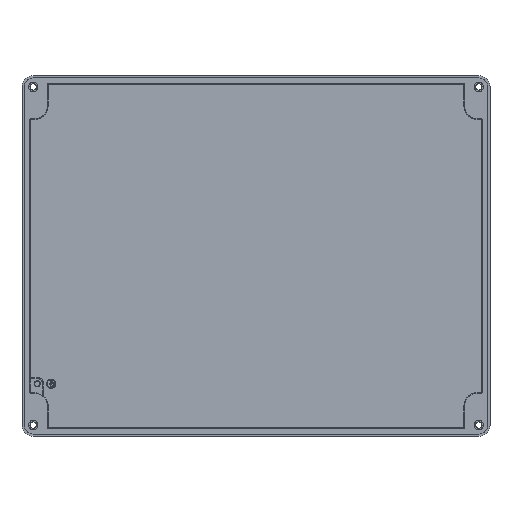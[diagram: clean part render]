
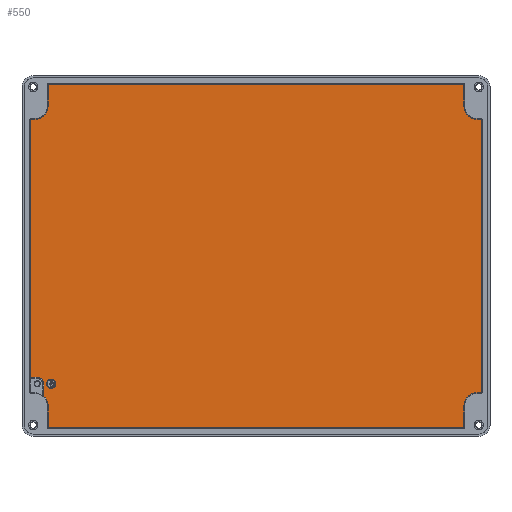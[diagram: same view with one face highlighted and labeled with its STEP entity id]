
A CAD part, front view. The second image highlights one B-rep face of the part: STEP entity #550.
In plain terms, the highlighted planar face has unit normal (0, -1, 0).
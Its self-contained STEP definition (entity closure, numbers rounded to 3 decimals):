
#136=FACE_BOUND('',#973,.T.);
#357=CIRCLE('',#3111,3.9);
#392=CIRCLE('',#3161,0.934);
#393=CIRCLE('',#3162,5.5);
#394=CIRCLE('',#3163,11.266);
#395=CIRCLE('',#3164,0.934);
#396=CIRCLE('',#3165,0.934);
#397=CIRCLE('',#3166,11.266);
#398=CIRCLE('',#3167,0.934);
#399=CIRCLE('',#3168,0.934);
#400=CIRCLE('',#3169,11.266);
#401=CIRCLE('',#3170,0.934);
#402=CIRCLE('',#3171,0.934);
#403=CIRCLE('',#3172,11.266);
#404=CIRCLE('',#3173,3.9);
#550=ADVANCED_FACE('',(#785,#136),#674,.F.);
#674=PLANE('',#3174);
#785=FACE_OUTER_BOUND('',#972,.T.);
#972=EDGE_LOOP('',(#1424,#1425,#1426,#1427,#1428,#1429,#1430,#1431,#1432,
#1433,#1434,#1435,#1436,#1437,#1438,#1439,#1440,#1441,#1442,#1443,#1444,
#1445,#1446,#1447,#1448));
#973=EDGE_LOOP('',(#1449,#1450));
#1424=ORIENTED_EDGE('',*,*,#2432,.T.);
#1425=ORIENTED_EDGE('',*,*,#2433,.T.);
#1426=ORIENTED_EDGE('',*,*,#2434,.T.);
#1427=ORIENTED_EDGE('',*,*,#2435,.T.);
#1428=ORIENTED_EDGE('',*,*,#2436,.T.);
#1429=ORIENTED_EDGE('',*,*,#2437,.T.);
#1430=ORIENTED_EDGE('',*,*,#2438,.T.);
#1431=ORIENTED_EDGE('',*,*,#2439,.T.);
#1432=ORIENTED_EDGE('',*,*,#2440,.T.);
#1433=ORIENTED_EDGE('',*,*,#2441,.T.);
#1434=ORIENTED_EDGE('',*,*,#2442,.T.);
#1435=ORIENTED_EDGE('',*,*,#2443,.T.);
#1436=ORIENTED_EDGE('',*,*,#2444,.T.);
#1437=ORIENTED_EDGE('',*,*,#2445,.T.);
#1438=ORIENTED_EDGE('',*,*,#2446,.T.);
#1439=ORIENTED_EDGE('',*,*,#2447,.T.);
#1440=ORIENTED_EDGE('',*,*,#2448,.T.);
#1441=ORIENTED_EDGE('',*,*,#2449,.T.);
#1442=ORIENTED_EDGE('',*,*,#2450,.T.);
#1443=ORIENTED_EDGE('',*,*,#2451,.T.);
#1444=ORIENTED_EDGE('',*,*,#2452,.T.);
#1445=ORIENTED_EDGE('',*,*,#2453,.T.);
#1446=ORIENTED_EDGE('',*,*,#2454,.T.);
#1447=ORIENTED_EDGE('',*,*,#2455,.T.);
#1448=ORIENTED_EDGE('',*,*,#2456,.T.);
#1449=ORIENTED_EDGE('',*,*,#2457,.F.);
#1450=ORIENTED_EDGE('',*,*,#2369,.F.);
#2059=VERTEX_POINT('',#4728);
#2060=VERTEX_POINT('',#4730);
#2102=VERTEX_POINT('',#4850);
#2103=VERTEX_POINT('',#4851);
#2104=VERTEX_POINT('',#4853);
#2105=VERTEX_POINT('',#4855);
#2106=VERTEX_POINT('',#4857);
#2107=VERTEX_POINT('',#4859);
#2108=VERTEX_POINT('',#4861);
#2109=VERTEX_POINT('',#4863);
#2110=VERTEX_POINT('',#4865);
#2111=VERTEX_POINT('',#4867);
#2112=VERTEX_POINT('',#4869);
#2113=VERTEX_POINT('',#4871);
#2114=VERTEX_POINT('',#4873);
#2115=VERTEX_POINT('',#4875);
#2116=VERTEX_POINT('',#4877);
#2117=VERTEX_POINT('',#4879);
#2118=VERTEX_POINT('',#4881);
#2119=VERTEX_POINT('',#4883);
#2120=VERTEX_POINT('',#4885);
#2121=VERTEX_POINT('',#4887);
#2122=VERTEX_POINT('',#4889);
#2123=VERTEX_POINT('',#4891);
#2124=VERTEX_POINT('',#4893);
#2125=VERTEX_POINT('',#4895);
#2126=VERTEX_POINT('',#4897);
#2369=EDGE_CURVE('',#2059,#2060,#357,.T.);
#2432=EDGE_CURVE('',#2102,#2103,#2701,.T.);
#2433=EDGE_CURVE('',#2103,#2104,#392,.T.);
#2434=EDGE_CURVE('',#2104,#2105,#2702,.T.);
#2435=EDGE_CURVE('',#2105,#2106,#2703,.T.);
#2436=EDGE_CURVE('',#2106,#2107,#393,.T.);
#2437=EDGE_CURVE('',#2107,#2108,#2704,.T.);
#2438=EDGE_CURVE('',#2108,#2109,#394,.T.);
#2439=EDGE_CURVE('',#2109,#2110,#2705,.T.);
#2440=EDGE_CURVE('',#2110,#2111,#395,.T.);
#2441=EDGE_CURVE('',#2111,#2112,#2706,.T.);
#2442=EDGE_CURVE('',#2112,#2113,#396,.T.);
#2443=EDGE_CURVE('',#2113,#2114,#2707,.T.);
#2444=EDGE_CURVE('',#2114,#2115,#397,.T.);
#2445=EDGE_CURVE('',#2115,#2116,#2708,.T.);
#2446=EDGE_CURVE('',#2116,#2117,#398,.T.);
#2447=EDGE_CURVE('',#2117,#2118,#2709,.T.);
#2448=EDGE_CURVE('',#2118,#2119,#399,.T.);
#2449=EDGE_CURVE('',#2119,#2120,#2710,.T.);
#2450=EDGE_CURVE('',#2120,#2121,#400,.T.);
#2451=EDGE_CURVE('',#2121,#2122,#2711,.T.);
#2452=EDGE_CURVE('',#2122,#2123,#401,.T.);
#2453=EDGE_CURVE('',#2123,#2124,#2712,.T.);
#2454=EDGE_CURVE('',#2124,#2125,#402,.T.);
#2455=EDGE_CURVE('',#2125,#2126,#2713,.T.);
#2456=EDGE_CURVE('',#2126,#2102,#403,.T.);
#2457=EDGE_CURVE('',#2060,#2059,#404,.T.);
#2701=LINE('',#4849,#2884);
#2702=LINE('',#4854,#2885);
#2703=LINE('',#4856,#2886);
#2704=LINE('',#4860,#2887);
#2705=LINE('',#4864,#2888);
#2706=LINE('',#4868,#2889);
#2707=LINE('',#4872,#2890);
#2708=LINE('',#4876,#2891);
#2709=LINE('',#4880,#2892);
#2710=LINE('',#4884,#2893);
#2711=LINE('',#4888,#2894);
#2712=LINE('',#4892,#2895);
#2713=LINE('',#4896,#2896);
#2884=VECTOR('',#3890,1.);
#2885=VECTOR('',#3893,1.);
#2886=VECTOR('',#3894,1.);
#2887=VECTOR('',#3897,1.);
#2888=VECTOR('',#3900,1.);
#2889=VECTOR('',#3903,1.);
#2890=VECTOR('',#3906,1.);
#2891=VECTOR('',#3909,1.);
#2892=VECTOR('',#3912,1.);
#2893=VECTOR('',#3915,1.);
#2894=VECTOR('',#3918,1.);
#2895=VECTOR('',#3921,1.);
#2896=VECTOR('',#3924,1.);
#3111=AXIS2_PLACEMENT_3D('',#4729,#3762,#3763);
#3161=AXIS2_PLACEMENT_3D('',#4852,#3891,#3892);
#3162=AXIS2_PLACEMENT_3D('',#4858,#3895,#3896);
#3163=AXIS2_PLACEMENT_3D('',#4862,#3898,#3899);
#3164=AXIS2_PLACEMENT_3D('',#4866,#3901,#3902);
#3165=AXIS2_PLACEMENT_3D('',#4870,#3904,#3905);
#3166=AXIS2_PLACEMENT_3D('',#4874,#3907,#3908);
#3167=AXIS2_PLACEMENT_3D('',#4878,#3910,#3911);
#3168=AXIS2_PLACEMENT_3D('',#4882,#3913,#3914);
#3169=AXIS2_PLACEMENT_3D('',#4886,#3916,#3917);
#3170=AXIS2_PLACEMENT_3D('',#4890,#3919,#3920);
#3171=AXIS2_PLACEMENT_3D('',#4894,#3922,#3923);
#3172=AXIS2_PLACEMENT_3D('',#4898,#3925,#3926);
#3173=AXIS2_PLACEMENT_3D('',#4899,#3927,#3928);
#3174=AXIS2_PLACEMENT_3D('',#4900,#3929,#3930);
#3762=DIRECTION('',(0.,-1.,0.));
#3763=DIRECTION('',(0.,0.,1.));
#3890=DIRECTION('',(-1.,0.,0.));
#3891=DIRECTION('',(0.,-1.,0.));
#3892=DIRECTION('',(0.,0.,1.));
#3893=DIRECTION('',(0.,0.,-1.));
#3894=DIRECTION('',(1.,0.,0.));
#3895=DIRECTION('',(0.,1.,0.));
#3896=DIRECTION('',(0.,0.,1.));
#3897=DIRECTION('',(0.,0.,-1.));
#3898=DIRECTION('',(0.,1.,0.));
#3899=DIRECTION('',(0.,0.,1.));
#3900=DIRECTION('',(0.,0.,-1.));
#3901=DIRECTION('',(0.,-1.,0.));
#3902=DIRECTION('',(0.,0.,1.));
#3903=DIRECTION('',(1.,0.,0.));
#3904=DIRECTION('',(0.,-1.,0.));
#3905=DIRECTION('',(0.,0.,1.));
#3906=DIRECTION('',(0.,0.,1.));
#3907=DIRECTION('',(0.,1.,0.));
#3908=DIRECTION('',(0.,0.,1.));
#3909=DIRECTION('',(1.,0.,0.));
#3910=DIRECTION('',(0.,-1.,0.));
#3911=DIRECTION('',(0.,0.,1.));
#3912=DIRECTION('',(0.,0.,1.));
#3913=DIRECTION('',(0.,-1.,0.));
#3914=DIRECTION('',(0.,0.,1.));
#3915=DIRECTION('',(-1.,0.,0.));
#3916=DIRECTION('',(0.,1.,0.));
#3917=DIRECTION('',(0.,0.,1.));
#3918=DIRECTION('',(0.,0.,1.));
#3919=DIRECTION('',(0.,-1.,0.));
#3920=DIRECTION('',(0.,0.,1.));
#3921=DIRECTION('',(-1.,0.,0.));
#3922=DIRECTION('',(0.,-1.,0.));
#3923=DIRECTION('',(0.,0.,1.));
#3924=DIRECTION('',(0.,0.,-1.));
#3925=DIRECTION('',(0.,1.,0.));
#3926=DIRECTION('',(0.,0.,1.));
#3927=DIRECTION('',(0.,-1.,0.));
#3928=DIRECTION('',(0.,0.,1.));
#3929=DIRECTION('',(0.,1.,0.));
#3930=DIRECTION('',(0.,0.,1.));
#4728=CARTESIAN_POINT('',(-176.2,16.,-113.85));
#4729=CARTESIAN_POINT('',(-176.2,16.,-109.95));
#4730=CARTESIAN_POINT('',(-176.2,16.,-106.05));
#4849=CARTESIAN_POINT('',(-192.95,16.,117.534));
#4850=CARTESIAN_POINT('',(-190.05,16.,117.534));
#4851=CARTESIAN_POINT('',(-192.95,16.,117.534));
#4852=CARTESIAN_POINT('',(-192.95,16.,116.6));
#4853=CARTESIAN_POINT('',(-193.884,16.,116.6));
#4854=CARTESIAN_POINT('',(-193.884,16.,-104.45));
#4855=CARTESIAN_POINT('',(-193.884,16.,-104.45));
#4856=CARTESIAN_POINT('',(-188.2,16.,-104.45));
#4857=CARTESIAN_POINT('',(-188.2,16.,-104.45));
#4858=CARTESIAN_POINT('',(-188.2,16.,-109.95));
#4859=CARTESIAN_POINT('',(-182.7,16.,-109.95));
#4860=CARTESIAN_POINT('',(-182.7,16.,-120.252));
#4861=CARTESIAN_POINT('',(-182.7,16.,-120.261));
#4862=CARTESIAN_POINT('',(-190.05,16.,-128.8));
#4863=CARTESIAN_POINT('',(-178.784,16.,-128.8));
#4864=CARTESIAN_POINT('',(-178.784,16.,-146.7));
#4865=CARTESIAN_POINT('',(-178.784,16.,-146.7));
#4866=CARTESIAN_POINT('',(-177.85,16.,-146.7));
#4867=CARTESIAN_POINT('',(-177.85,16.,-147.634));
#4868=CARTESIAN_POINT('',(177.85,16.,-147.634));
#4869=CARTESIAN_POINT('',(177.85,16.,-147.634));
#4870=CARTESIAN_POINT('',(177.85,16.,-146.7));
#4871=CARTESIAN_POINT('',(178.784,16.,-146.7));
#4872=CARTESIAN_POINT('',(178.784,16.,-128.8));
#4873=CARTESIAN_POINT('',(178.784,16.,-128.8));
#4874=CARTESIAN_POINT('',(190.05,16.,-128.8));
#4875=CARTESIAN_POINT('',(190.05,16.,-117.534));
#4876=CARTESIAN_POINT('',(192.95,16.,-117.534));
#4877=CARTESIAN_POINT('',(192.95,16.,-117.534));
#4878=CARTESIAN_POINT('',(192.95,16.,-116.6));
#4879=CARTESIAN_POINT('',(193.884,16.,-116.6));
#4880=CARTESIAN_POINT('',(193.884,16.,116.6));
#4881=CARTESIAN_POINT('',(193.884,16.,116.6));
#4882=CARTESIAN_POINT('',(192.95,16.,116.6));
#4883=CARTESIAN_POINT('',(192.95,16.,117.534));
#4884=CARTESIAN_POINT('',(190.05,16.,117.534));
#4885=CARTESIAN_POINT('',(190.05,16.,117.534));
#4886=CARTESIAN_POINT('',(190.05,16.,128.8));
#4887=CARTESIAN_POINT('',(178.784,16.,128.8));
#4888=CARTESIAN_POINT('',(178.784,16.,146.7));
#4889=CARTESIAN_POINT('',(178.784,16.,146.7));
#4890=CARTESIAN_POINT('',(177.85,16.,146.7));
#4891=CARTESIAN_POINT('',(177.85,16.,147.634));
#4892=CARTESIAN_POINT('',(-177.85,16.,147.634));
#4893=CARTESIAN_POINT('',(-177.85,16.,147.634));
#4894=CARTESIAN_POINT('',(-177.85,16.,146.7));
#4895=CARTESIAN_POINT('',(-178.784,16.,146.7));
#4896=CARTESIAN_POINT('',(-178.784,16.,128.8));
#4897=CARTESIAN_POINT('',(-178.784,16.,128.8));
#4898=CARTESIAN_POINT('',(-190.05,16.,128.8));
#4899=CARTESIAN_POINT('',(-176.2,16.,-109.95));
#4900=CARTESIAN_POINT('',(191.6,16.,-145.35));
